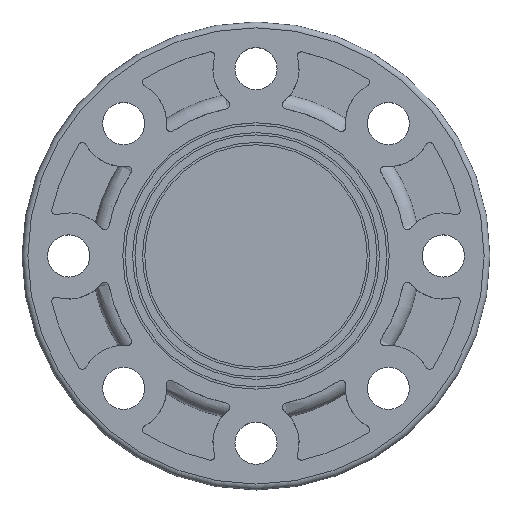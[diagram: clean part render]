
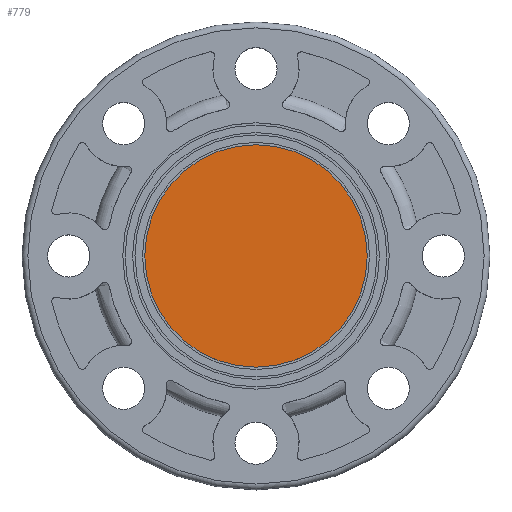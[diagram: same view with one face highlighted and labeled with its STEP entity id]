
A CAD part, top view. The second image highlights one B-rep face of the part: STEP entity #779.
In plain terms, the highlighted planar face has unit normal (0, 0, 1).
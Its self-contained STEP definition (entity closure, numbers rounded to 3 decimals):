
#472=FACE_OUTER_BOUND('',#2312,.T.);
#779=ADVANCED_FACE('',(#472),#957,.T.);
#957=PLANE('',#5929);
#2312=EDGE_LOOP('',(#3876));
#3876=ORIENTED_EDGE('',*,*,#5202,.T.);
#4420=VERTEX_POINT('',#14827);
#5202=EDGE_CURVE('',#4420,#4420,#5417,.T.);
#5417=CIRCLE('',#5928,47.5);
#5928=AXIS2_PLACEMENT_3D('',#14826,#7220,#7221);
#5929=AXIS2_PLACEMENT_3D('',#14828,#7222,#7223);
#7220=DIRECTION('',(0.,0.,1.));
#7221=DIRECTION('',(1.,0.,0.));
#7222=DIRECTION('',(0.,0.,1.));
#7223=DIRECTION('',(1.,0.,0.));
#14826=CARTESIAN_POINT('',(631.,0.,19.7));
#14827=CARTESIAN_POINT('',(678.5,0.,19.7));
#14828=CARTESIAN_POINT('',(631.,0.,19.7));
